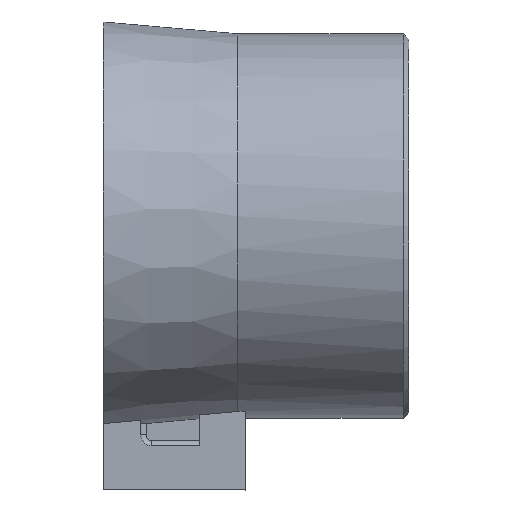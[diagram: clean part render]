
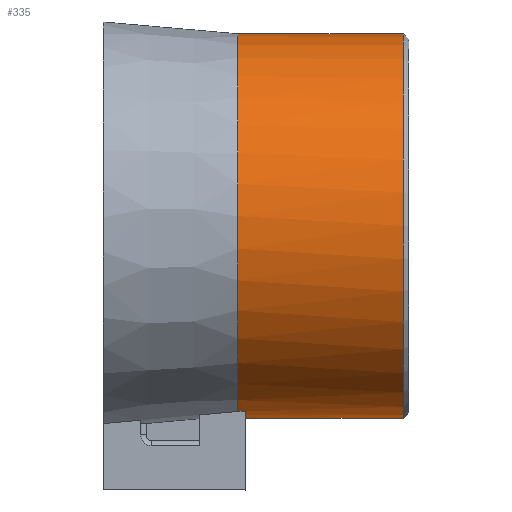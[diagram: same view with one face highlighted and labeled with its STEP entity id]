
A CAD part, top view. The second image highlights one B-rep face of the part: STEP entity #335.
In plain terms, the highlighted cylindrical face has radius 17.5 mm (diameter 35 mm), a partial arc.
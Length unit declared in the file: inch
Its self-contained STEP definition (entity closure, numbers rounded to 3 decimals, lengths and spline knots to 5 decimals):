
#14 = AXIS2_PLACEMENT_3D ( 'NONE', #499, #969, #1445 ) ;
#23 = CARTESIAN_POINT ( 'NONE',  ( 0.29528, -0.68898, 0. ) ) ;
#46 = VERTEX_POINT ( 'NONE', #536 ) ;
#56 = EDGE_CURVE ( 'NONE', #46, #783, #195, .T. ) ;
#73 = AXIS2_PLACEMENT_3D ( 'NONE', #203, #643, #1121 ) ;
#75 = ORIENTED_EDGE ( 'NONE', *, *, #1195, .F. ) ;
#88 = FACE_OUTER_BOUND ( 'NONE', #1474, .T. ) ;
#151 = CIRCLE ( 'NONE', #917, 0.68898 ) ;
#173 = DIRECTION ( 'NONE',  ( -1., 0., 0. ) ) ;
#178 = ORIENTED_EDGE ( 'NONE', *, *, #56, .F. ) ;
#195 = LINE ( 'NONE', #757, #1332 ) ;
#203 = CARTESIAN_POINT ( 'NONE',  ( 0.00847, 0., 0. ) ) ;
#224 = ORIENTED_EDGE ( 'NONE', *, *, #498, .F. ) ;
#255 = CARTESIAN_POINT ( 'NONE',  ( 0.29528, -0.68898, 0. ) ) ;
#274 = CARTESIAN_POINT ( 'NONE',  ( -0.28858, -0.66421, 0.18307 ) ) ;
#302 = CIRCLE ( 'NONE', #14, 0.68898 ) ;
#326 = EDGE_CURVE ( 'NONE', #1498, #46, #1207, .T. ) ;
#333 = VERTEX_POINT ( 'NONE', #633 ) ;
#335 = ADVANCED_FACE ( 'NONE', ( #88 ), #1360, .T. ) ;
#497 = CARTESIAN_POINT ( 'NONE',  ( -0.27913, -0.66421, 0.18307 ) ) ;
#498 = EDGE_CURVE ( 'NONE', #1262, #333, #1095, .T. ) ;
#499 = CARTESIAN_POINT ( 'NONE',  ( -0.26969, 0., 0. ) ) ;
#517 = EDGE_CURVE ( 'NONE', #1270, #1498, #989, .T. ) ;
#536 = CARTESIAN_POINT ( 'NONE',  ( -0.29803, 0.68898, 0. ) ) ;
#590 = VECTOR ( 'NONE', #1198, 39.37008 ) ;
#633 = CARTESIAN_POINT ( 'NONE',  ( -0.26969, -0.68898, 0. ) ) ;
#643 = DIRECTION ( 'NONE',  ( -1., 0., 0. ) ) ;
#757 = CARTESIAN_POINT ( 'NONE',  ( 0.00847, 0.68898, 0. ) ) ;
#774 = DIRECTION ( 'NONE',  ( 1., 0., 0. ) ) ;
#783 = VERTEX_POINT ( 'NONE', #1138 ) ;
#806 = CARTESIAN_POINT ( 'NONE',  ( -0.26969, -0.66421, 0.18307 ) ) ;
#851 = ORIENTED_EDGE ( 'NONE', *, *, #517, .F. ) ;
#913 = AXIS2_PLACEMENT_3D ( 'NONE', #1129, #173, #1146 ) ;
#917 = AXIS2_PLACEMENT_3D ( 'NONE', #1059, #1046, #1525 ) ;
#967 = CARTESIAN_POINT ( 'NONE',  ( -0.29803, -0.66421, 0.18307 ) ) ;
#969 = DIRECTION ( 'NONE',  ( -1., 0., 0. ) ) ;
#983 = CARTESIAN_POINT ( 'NONE',  ( -0.29803, -0.66421, 0.18307 ) ) ;
#989 = B_SPLINE_CURVE_WITH_KNOTS ( 'NONE', 3,
 ( #1327, #497, #274, #967 ),
 .UNSPECIFIED., .F., .F.,
 ( 4, 4 ),
 ( 0., 0.00072 ),
 .UNSPECIFIED. ) ;
#999 = EDGE_CURVE ( 'NONE', #333, #1270, #302, .T. ) ;
#1046 = DIRECTION ( 'NONE',  ( 1., 0., 0. ) ) ;
#1058 = ORIENTED_EDGE ( 'NONE', *, *, #999, .F. ) ;
#1059 = CARTESIAN_POINT ( 'NONE',  ( 0.29528, 0., 0. ) ) ;
#1095 = LINE ( 'NONE', #23, #590 ) ;
#1121 = DIRECTION ( 'NONE',  ( 0., 0., -1. ) ) ;
#1125 = ORIENTED_EDGE ( 'NONE', *, *, #326, .F. ) ;
#1129 = CARTESIAN_POINT ( 'NONE',  ( -0.29803, 0., 0. ) ) ;
#1138 = CARTESIAN_POINT ( 'NONE',  ( 0.29528, 0.68898, 0. ) ) ;
#1146 = DIRECTION ( 'NONE',  ( 0., 0., -1. ) ) ;
#1195 = EDGE_CURVE ( 'NONE', #783, #1262, #151, .T. ) ;
#1198 = DIRECTION ( 'NONE',  ( -1., 0., 0. ) ) ;
#1207 = CIRCLE ( 'NONE', #913, 0.68898 ) ;
#1262 = VERTEX_POINT ( 'NONE', #255 ) ;
#1270 = VERTEX_POINT ( 'NONE', #806 ) ;
#1327 = CARTESIAN_POINT ( 'NONE',  ( -0.26969, -0.66421, 0.18307 ) ) ;
#1332 = VECTOR ( 'NONE', #774, 39.37008 ) ;
#1360 = CYLINDRICAL_SURFACE ( 'NONE', #73, 0.68898 ) ;
#1445 = DIRECTION ( 'NONE',  ( 0., 0., 1. ) ) ;
#1474 = EDGE_LOOP ( 'NONE', ( #1058, #224, #75, #178, #1125, #851 ) ) ;
#1498 = VERTEX_POINT ( 'NONE', #983 ) ;
#1525 = DIRECTION ( 'NONE',  ( 0., 0., -1. ) ) ;
